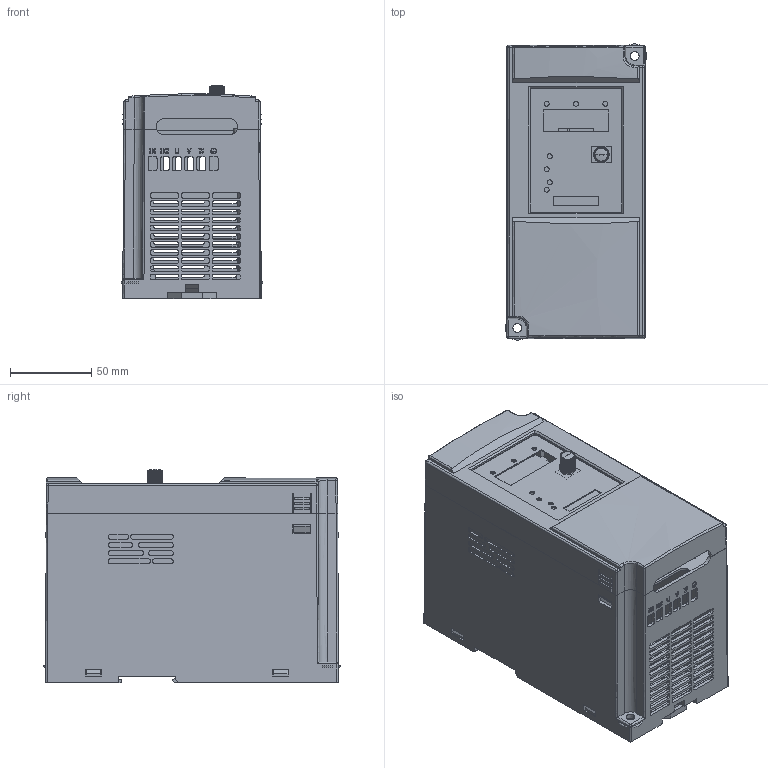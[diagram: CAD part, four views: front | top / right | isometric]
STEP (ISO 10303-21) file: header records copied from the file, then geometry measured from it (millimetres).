
FILE_DESCRIPTION((''),'2;1');
FILE_NAME('S25_ASM_ASM','2019-05-23T',('PC-TR'),(''),'PRO/ENGINEER BY PARAMETRIC TECHNOLOGY CORPORATION, 2010280','PRO/ENGINEER BY PARAMETRIC TECHNOLOGY CORPORATION, 2010280','');
FILE_SCHEMA(('CONFIG_CONTROL_DESIGN'));
Products named in the file (1): S25_ASM_ASM
Bounding box: 87 x 181.97 x 130.9 mm (x, y, z)
Surface area: 267431.3 mm2 (no closed solid volume)
Topology: 0 solids, 0 shells, 3819 faces, 21335 edges, 21306 vertices
Faces by surface type: bspline 3699, torus 98, sphere 22
Entity records: 307869 total; most frequent: CARTESIAN_POINT 123196, DIRECTION 26284, TRIMMED_CURVE 25262, VECTOR 24480, LINE 24480, DEFINITIONAL_REPRESENTATION 21291, PCURVE 21291, COMPOSITE_CURVE_SEGMENT 21291
